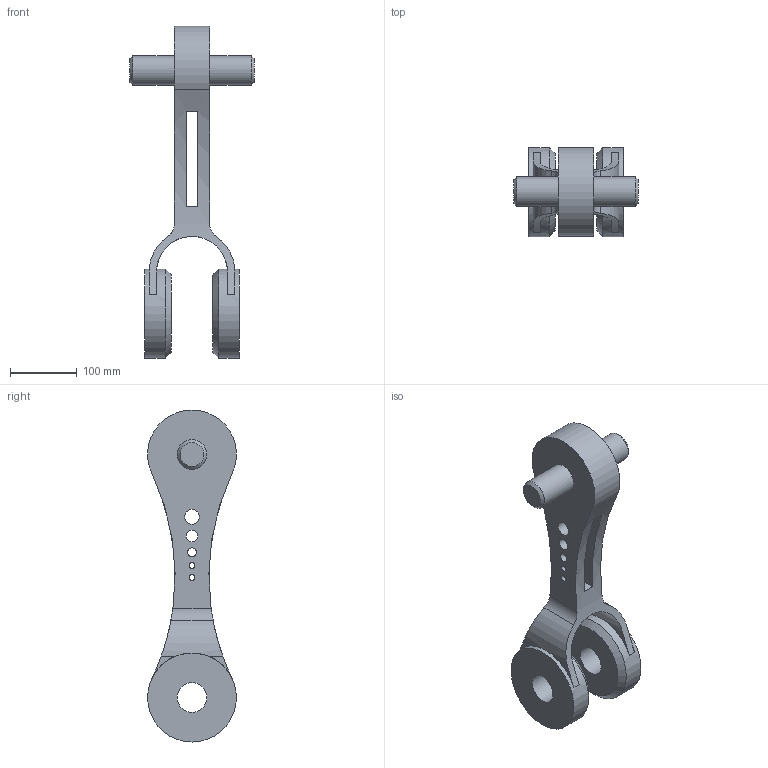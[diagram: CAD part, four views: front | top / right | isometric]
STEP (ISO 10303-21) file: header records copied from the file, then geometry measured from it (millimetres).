
FILE_DESCRIPTION(/* description */ (''),/* implementation_level */ '2;1');
FILE_NAME(/* name */ 'lower_leg.stp',/* time_stamp */ '2019-08-09T11:21:46-04:00',/* author */ ('thowison'),/* organization */ (''),/* preprocessor_version */ 'ST-DEVELOPER v17',/* originating_system */ 'Autodesk Inventor 2018',/* authorisation */ '');
FILE_SCHEMA (('AUTOMOTIVE_DESIGN { 1 0 10303 214 3 1 1 }'));
Length unit declared in the file: inch
Products named in the file (1): lower leg scaled
Bounding box: 186.69 x 133.35 x 497.84 mm (x, y, z)
Volume: 2467503.2 mm3; surface area: 241459.2 mm2
Topology: 1 solids, 1 shells, 48 faces, 151 edges, 109 vertices
Faces by surface type: cylinder 24, plane 20, cone 4
Full cylindrical faces by diameter (mm): 8.89 x4, 13.335 x2, 17.78 x2, 22.225 x2, 44.45 x4, 133.35 x2
Entity records: 2084 total; most frequent: CARTESIAN_POINT 507, DIRECTION 326, ORIENTED_EDGE 302, EDGE_CURVE 151, AXIS2_PLACEMENT_3D 140, VERTEX_POINT 109, CIRCLE 91, EDGE_LOOP 78
